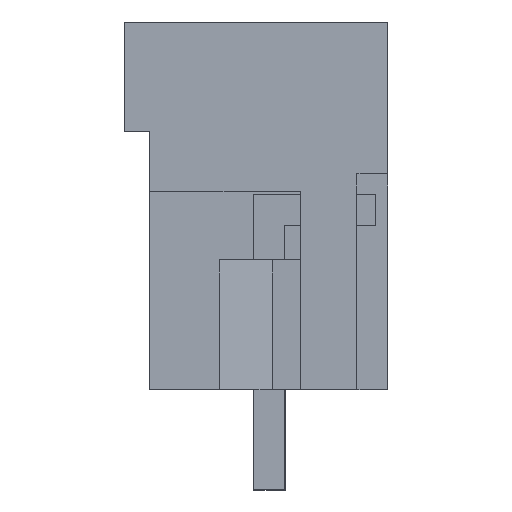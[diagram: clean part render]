
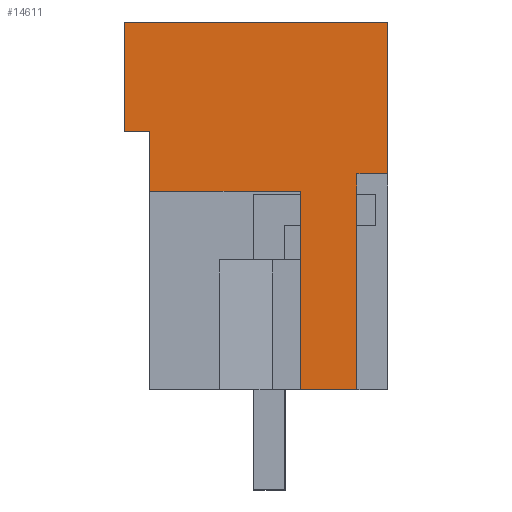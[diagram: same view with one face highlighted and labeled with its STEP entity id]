
A CAD part, left-side view. The second image highlights one B-rep face of the part: STEP entity #14611.
In plain terms, the highlighted planar face has unit normal (-1, 0, 0).
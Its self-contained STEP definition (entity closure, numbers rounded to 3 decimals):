
#14587=AXIS2_PLACEMENT_3D('Plane Axis2P3D',#14584,#14585,#14586) ;
#555=CARTESIAN_POINT('Vertex',(0.,8.405,14.95)) ;
#558=CARTESIAN_POINT('Line Origine',(0.,4.203,14.95)) ;
#562=CARTESIAN_POINT('Vertex',(0.,0.,14.95)) ;
#4024=CARTESIAN_POINT('Vertex',(0.,8.405,11.45)) ;
#4027=CARTESIAN_POINT('Line Origine',(0.,8.405,13.2)) ;
#13586=CARTESIAN_POINT('Vertex',(0.,2.785,9.55)) ;
#13591=CARTESIAN_POINT('Line Origine',(0.,5.193,9.55)) ;
#13595=CARTESIAN_POINT('Vertex',(0.,7.6,9.55)) ;
#13670=CARTESIAN_POINT('Vertex',(0.,2.785,3.2)) ;
#13673=CARTESIAN_POINT('Line Origine',(0.,2.785,6.375)) ;
#13705=CARTESIAN_POINT('Vertex',(0.,0.,10.096)) ;
#13710=CARTESIAN_POINT('Line Origine',(0.,0.489,10.096)) ;
#13714=CARTESIAN_POINT('Vertex',(0.,0.978,10.096)) ;
#13783=CARTESIAN_POINT('Vertex',(0.,0.978,3.2)) ;
#13786=CARTESIAN_POINT('Line Origine',(0.,1.881,3.2)) ;
#14181=CARTESIAN_POINT('Line Origine',(0.,7.6,10.5)) ;
#14185=CARTESIAN_POINT('Vertex',(0.,7.6,11.45)) ;
#14508=CARTESIAN_POINT('Line Origine',(0.,8.003,11.45)) ;
#14584=CARTESIAN_POINT('Axis2P3D Location',(0.,8.405,0.)) ;
#14589=CARTESIAN_POINT('Line Origine',(0.,0.978,6.648)) ;
#14594=CARTESIAN_POINT('Line Origine',(0.,0.,12.523)) ;
#559=DIRECTION('Vector Direction',(0.,1.,0.)) ;
#4028=DIRECTION('Vector Direction',(0.,0.,-1.)) ;
#13592=DIRECTION('Vector Direction',(0.,-1.,0.)) ;
#13674=DIRECTION('Vector Direction',(0.,0.,-1.)) ;
#13711=DIRECTION('Vector Direction',(0.,1.,0.)) ;
#13787=DIRECTION('Vector Direction',(0.,1.,0.)) ;
#14182=DIRECTION('Vector Direction',(0.,0.,-1.)) ;
#14509=DIRECTION('Vector Direction',(0.,1.,0.)) ;
#14585=DIRECTION('Axis2P3D Direction',(-1.,0.,0.)) ;
#14586=DIRECTION('Axis2P3D XDirection',(0.,-1.,0.)) ;
#14590=DIRECTION('Vector Direction',(0.,0.,-1.)) ;
#14595=DIRECTION('Vector Direction',(0.,0.,1.)) ;
#560=VECTOR('Line Direction',#559,1.) ;
#4029=VECTOR('Line Direction',#4028,1.) ;
#13593=VECTOR('Line Direction',#13592,1.) ;
#13675=VECTOR('Line Direction',#13674,1.) ;
#13712=VECTOR('Line Direction',#13711,1.) ;
#13788=VECTOR('Line Direction',#13787,1.) ;
#14183=VECTOR('Line Direction',#14182,1.) ;
#14510=VECTOR('Line Direction',#14509,1.) ;
#14591=VECTOR('Line Direction',#14590,1.) ;
#14596=VECTOR('Line Direction',#14595,1.) ;
#14600=ORIENTED_EDGE('',*,*,#13790,.T.) ;
#14601=ORIENTED_EDGE('',*,*,#14593,.F.) ;
#14602=ORIENTED_EDGE('',*,*,#13716,.F.) ;
#14603=ORIENTED_EDGE('',*,*,#14598,.T.) ;
#14604=ORIENTED_EDGE('',*,*,#564,.T.) ;
#14605=ORIENTED_EDGE('',*,*,#4031,.T.) ;
#14606=ORIENTED_EDGE('',*,*,#14512,.T.) ;
#14607=ORIENTED_EDGE('',*,*,#14187,.T.) ;
#14608=ORIENTED_EDGE('',*,*,#13597,.F.) ;
#14609=ORIENTED_EDGE('',*,*,#13677,.F.) ;
#14611=ADVANCED_FACE('HOUSING',(#14610),#14588,.T.) ;
#564=EDGE_CURVE('',#563,#556,#561,.T.) ;
#4031=EDGE_CURVE('',#556,#4025,#4030,.T.) ;
#13597=EDGE_CURVE('',#13587,#13596,#13594,.F.) ;
#13677=EDGE_CURVE('',#13671,#13587,#13676,.F.) ;
#13716=EDGE_CURVE('',#13706,#13715,#13713,.T.) ;
#13790=EDGE_CURVE('',#13671,#13784,#13789,.F.) ;
#14187=EDGE_CURVE('',#14186,#13596,#14184,.T.) ;
#14512=EDGE_CURVE('',#4025,#14186,#14511,.F.) ;
#14593=EDGE_CURVE('',#13715,#13784,#14592,.T.) ;
#14598=EDGE_CURVE('',#13706,#563,#14597,.T.) ;
#14599=EDGE_LOOP('',(#14600,#14601,#14602,#14603,#14604,#14605,#14606,#14607,#14608,#14609)) ;
#14610=FACE_OUTER_BOUND('',#14599,.T.) ;
#561=LINE('Line',#558,#560) ;
#4030=LINE('Line',#4027,#4029) ;
#13594=LINE('Line',#13591,#13593) ;
#13676=LINE('Line',#13673,#13675) ;
#13713=LINE('Line',#13710,#13712) ;
#13789=LINE('Line',#13786,#13788) ;
#14184=LINE('Line',#14181,#14183) ;
#14511=LINE('Line',#14508,#14510) ;
#14592=LINE('Line',#14589,#14591) ;
#14597=LINE('Line',#14594,#14596) ;
#14588=PLANE('',#14587) ;
#556=VERTEX_POINT('',#555) ;
#563=VERTEX_POINT('',#562) ;
#4025=VERTEX_POINT('',#4024) ;
#13587=VERTEX_POINT('',#13586) ;
#13596=VERTEX_POINT('',#13595) ;
#13671=VERTEX_POINT('',#13670) ;
#13706=VERTEX_POINT('',#13705) ;
#13715=VERTEX_POINT('',#13714) ;
#13784=VERTEX_POINT('',#13783) ;
#14186=VERTEX_POINT('',#14185) ;
